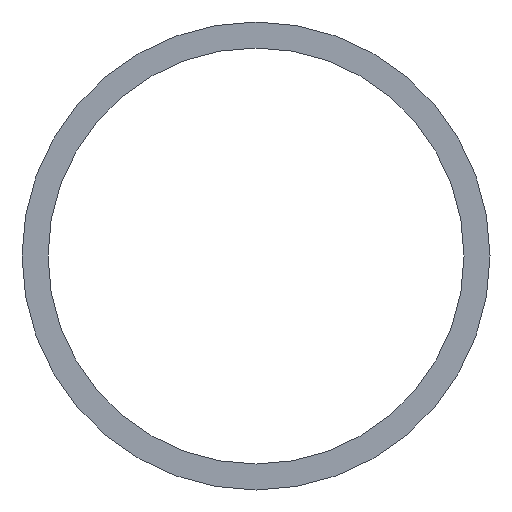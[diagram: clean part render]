
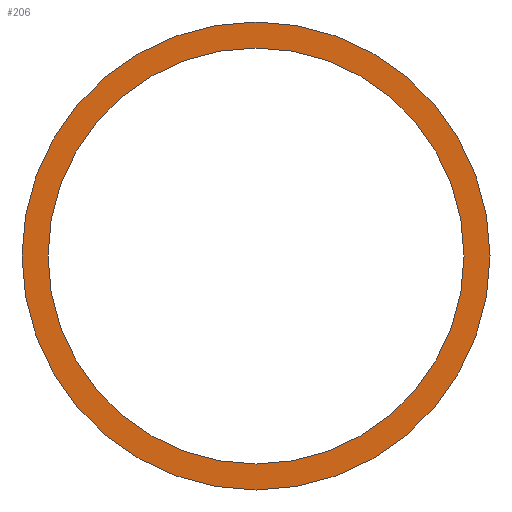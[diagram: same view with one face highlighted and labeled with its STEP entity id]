
A CAD part, front view. The second image highlights one B-rep face of the part: STEP entity #206.
In plain terms, the highlighted planar face has unit normal (0, -1, 0).
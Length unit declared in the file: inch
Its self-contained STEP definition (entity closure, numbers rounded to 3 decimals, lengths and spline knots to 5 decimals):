
#6 = ORIENTED_EDGE ( 'NONE', *, *, #225, .T. ) ;
#69 = AXIS2_PLACEMENT_3D ( 'NONE', #141, #244, #114 ) ;
#81 = CARTESIAN_POINT ( 'NONE',  ( 0., 0., 0. ) ) ;
#91 = EDGE_CURVE ( 'NONE', #121, #245, #229, .T. ) ;
#95 = CIRCLE ( 'NONE', #157, 0.5625 ) ;
#105 = CARTESIAN_POINT ( 'NONE',  ( 0., 0., -0.5625 ) ) ;
#109 = EDGE_CURVE ( 'NONE', #239, #205, #131, .T. ) ;
#113 = DIRECTION ( 'NONE',  ( 0., 0., 1. ) ) ;
#114 = DIRECTION ( 'NONE',  ( 0., 0., 1. ) ) ;
#115 = DIRECTION ( 'NONE',  ( 0., 1., 0. ) ) ;
#116 = CARTESIAN_POINT ( 'NONE',  ( 0., 0., 0. ) ) ;
#119 = CARTESIAN_POINT ( 'NONE',  ( 0., 0., -0.5 ) ) ;
#121 = VERTEX_POINT ( 'NONE', #219 ) ;
#125 = FACE_BOUND ( 'NONE', #217, .T. ) ;
#127 = DIRECTION ( 'NONE',  ( 0., 0., 1. ) ) ;
#128 = CIRCLE ( 'NONE', #144, 0.5 ) ;
#129 = DIRECTION ( 'NONE',  ( 0., 1., 0. ) ) ;
#131 = CIRCLE ( 'NONE', #191, 0.5 ) ;
#135 = FACE_OUTER_BOUND ( 'NONE', #252, .T. ) ;
#141 = CARTESIAN_POINT ( 'NONE',  ( 0., 0., 0. ) ) ;
#144 = AXIS2_PLACEMENT_3D ( 'NONE', #116, #115, #113 ) ;
#147 = DIRECTION ( 'NONE',  ( 0., 0., 1. ) ) ;
#149 = DIRECTION ( 'NONE',  ( 0., 1., 0. ) ) ;
#150 = AXIS2_PLACEMENT_3D ( 'NONE', #172, #149, #147 ) ;
#157 = AXIS2_PLACEMENT_3D ( 'NONE', #81, #129, #127 ) ;
#172 = CARTESIAN_POINT ( 'NONE',  ( 0., 0., 0. ) ) ;
#188 = PLANE ( 'NONE',  #150 ) ;
#191 = AXIS2_PLACEMENT_3D ( 'NONE', #207, #204, #200 ) ;
#200 = DIRECTION ( 'NONE',  ( 0., 0., 1. ) ) ;
#204 = DIRECTION ( 'NONE',  ( 0., 1., 0. ) ) ;
#205 = VERTEX_POINT ( 'NONE', #210 ) ;
#206 = ADVANCED_FACE ( 'NONE', ( #135, #125 ), #188, .F. ) ;
#207 = CARTESIAN_POINT ( 'NONE',  ( 0., 0., 0. ) ) ;
#210 = CARTESIAN_POINT ( 'NONE',  ( 0., 0., 0.5 ) ) ;
#217 = EDGE_LOOP ( 'NONE', ( #250, #6 ) ) ;
#218 = ORIENTED_EDGE ( 'NONE', *, *, #224, .F. ) ;
#219 = CARTESIAN_POINT ( 'NONE',  ( 0., 0., 0.5625 ) ) ;
#224 = EDGE_CURVE ( 'NONE', #245, #121, #95, .T. ) ;
#225 = EDGE_CURVE ( 'NONE', #205, #239, #128, .T. ) ;
#229 = CIRCLE ( 'NONE', #69, 0.5625 ) ;
#238 = ORIENTED_EDGE ( 'NONE', *, *, #91, .F. ) ;
#239 = VERTEX_POINT ( 'NONE', #119 ) ;
#244 = DIRECTION ( 'NONE',  ( 0., 1., 0. ) ) ;
#245 = VERTEX_POINT ( 'NONE', #105 ) ;
#250 = ORIENTED_EDGE ( 'NONE', *, *, #109, .T. ) ;
#252 = EDGE_LOOP ( 'NONE', ( #218, #238 ) ) ;
